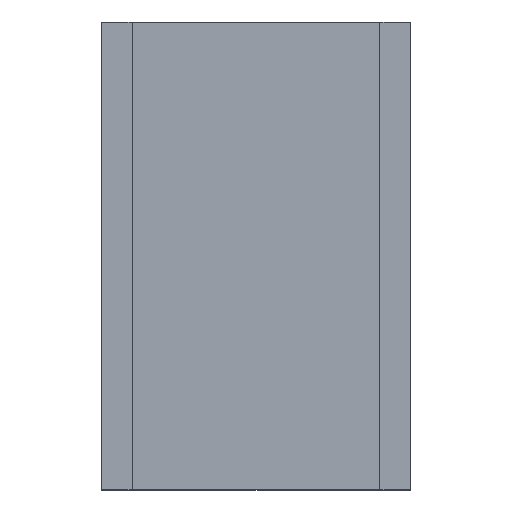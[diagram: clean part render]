
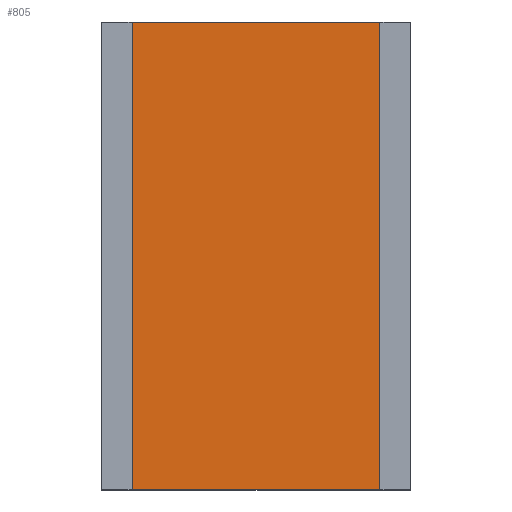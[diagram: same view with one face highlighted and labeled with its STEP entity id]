
A CAD part, top view. The second image highlights one B-rep face of the part: STEP entity #805.
In plain terms, the highlighted planar face has unit normal (0, 0, 1).
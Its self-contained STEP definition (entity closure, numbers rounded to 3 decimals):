
#522 = VERTEX_POINT('',#523);
#523 = CARTESIAN_POINT('',(-6.013,11.35,2.9));
#529 = EDGE_CURVE('',#530,#522,#532,.T.);
#530 = VERTEX_POINT('',#531);
#531 = CARTESIAN_POINT('',(6.013,11.35,2.9));
#532 = LINE('',#533,#534);
#533 = CARTESIAN_POINT('',(6.013,11.35,2.9));
#534 = VECTOR('',#535,1.);
#535 = DIRECTION('',(-1.,0.,0.));
#694 = VERTEX_POINT('',#695);
#695 = CARTESIAN_POINT('',(6.013,-11.35,2.9));
#701 = EDGE_CURVE('',#702,#694,#704,.T.);
#702 = VERTEX_POINT('',#703);
#703 = CARTESIAN_POINT('',(-6.013,-11.35,2.9));
#704 = LINE('',#705,#706);
#705 = CARTESIAN_POINT('',(-6.013,-11.35,2.9));
#706 = VECTOR('',#707,1.);
#707 = DIRECTION('',(1.,0.,0.));
#793 = EDGE_CURVE('',#694,#530,#794,.T.);
#794 = LINE('',#795,#796);
#795 = CARTESIAN_POINT('',(6.013,-11.35,2.9));
#796 = VECTOR('',#797,1.);
#797 = DIRECTION('',(0.,1.,0.));
#805 = ADVANCED_FACE('',(#806),#817,.T.);
#806 = FACE_BOUND('',#807,.T.);
#807 = EDGE_LOOP('',(#808,#809,#810,#816));
#808 = ORIENTED_EDGE('',*,*,#793,.T.);
#809 = ORIENTED_EDGE('',*,*,#529,.T.);
#810 = ORIENTED_EDGE('',*,*,#811,.T.);
#811 = EDGE_CURVE('',#522,#702,#812,.T.);
#812 = LINE('',#813,#814);
#813 = CARTESIAN_POINT('',(-6.013,11.35,2.9));
#814 = VECTOR('',#815,1.);
#815 = DIRECTION('',(0.,-1.,0.));
#816 = ORIENTED_EDGE('',*,*,#701,.T.);
#817 = PLANE('',#818);
#818 = AXIS2_PLACEMENT_3D('',#819,#820,#821);
#819 = CARTESIAN_POINT('',(0.,0.,2.9));
#820 = DIRECTION('',(0.,0.,1.));
#821 = DIRECTION('',(1.,0.,0.));
